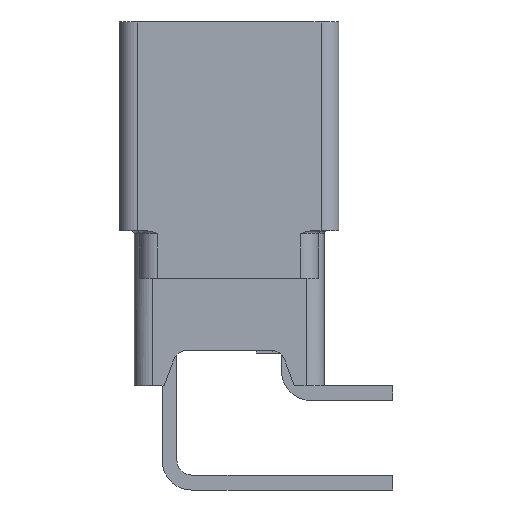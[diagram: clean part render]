
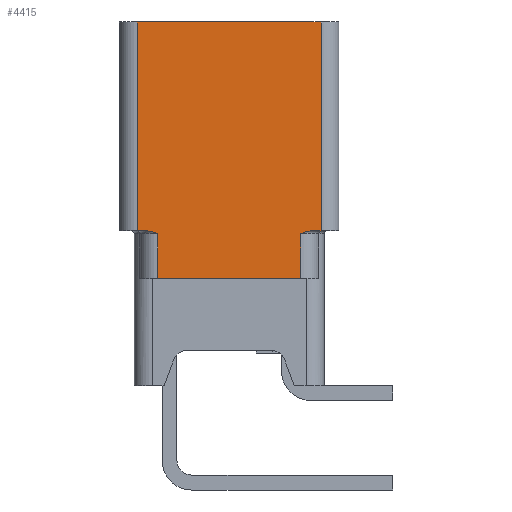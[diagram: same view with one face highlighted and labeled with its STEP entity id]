
A CAD part, left-side view. The second image highlights one B-rep face of the part: STEP entity #4415.
In plain terms, the highlighted planar face has unit normal (-1, 0, 0).
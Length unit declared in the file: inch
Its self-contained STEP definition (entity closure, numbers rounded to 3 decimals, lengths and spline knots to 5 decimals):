
#72=DIRECTION('',(0.,0.,-1.));
#73=VECTOR('',#72,0.075);
#74=CARTESIAN_POINT('',(-0.43,0.12,-0.355));
#75=LINE('',#74,#73);
#76=DIRECTION('',(0.,0.,-1.));
#77=VECTOR('',#76,0.35);
#78=CARTESIAN_POINT('',(-0.43,0.154,0.));
#79=LINE('',#78,#77);
#80=DIRECTION('',(0.,-1.,0.));
#81=VECTOR('',#80,0.308);
#82=CARTESIAN_POINT('',(-0.43,0.154,0.));
#83=LINE('',#82,#81);
#84=DIRECTION('',(0.,0.,1.));
#85=VECTOR('',#84,0.35);
#86=CARTESIAN_POINT('',(-0.43,-0.154,-0.35));
#87=LINE('',#86,#85);
#88=DIRECTION('',(0.,0.,1.));
#89=VECTOR('',#88,0.075);
#90=CARTESIAN_POINT('',(-0.43,-0.12,-0.43));
#91=LINE('',#90,#89);
#92=DIRECTION('',(0.,-1.,0.));
#93=VECTOR('',#92,0.24);
#94=CARTESIAN_POINT('',(-0.43,0.12,-0.43));
#95=LINE('',#94,#93);
#106=CARTESIAN_POINT('',(-0.43,0.13803,-0.35));
#107=CARTESIAN_POINT('',(-0.43,0.13698,
-0.35));
#108=CARTESIAN_POINT('',(-0.43,0.13483,-0.35017));
#109=CARTESIAN_POINT('',(-0.43,0.1314,-0.35088));
#110=CARTESIAN_POINT('',(-0.43,0.12779,-0.35196));
#111=CARTESIAN_POINT('',(-0.43,0.12399,-0.35337));
#112=CARTESIAN_POINT('',(-0.43,0.12136,-0.35445));
#113=CARTESIAN_POINT('',(-0.43,0.12,-0.355));
#147=DIRECTION('',(0.,-1.,0.));
#148=VECTOR('',#147,0.01597);
#149=CARTESIAN_POINT('',(-0.43,0.154,-0.35));
#150=LINE('',#149,#148);
#188=DIRECTION('',(0.,-1.,0.));
#189=VECTOR('',#188,0.01597);
#190=CARTESIAN_POINT('',(-0.43,-0.13803,-0.35));
#191=LINE('',#190,#189);
#332=CARTESIAN_POINT('',(-0.43,-0.12,-0.355));
#333=CARTESIAN_POINT('',(-0.43,-0.12071,-0.35471));
#334=CARTESIAN_POINT('',(-0.43,-0.12213,-0.35413));
#335=CARTESIAN_POINT('',(-0.43,-0.12423,-0.3533));
#336=CARTESIAN_POINT('',(-0.43,-0.12635,-0.3525));
#337=CARTESIAN_POINT('',(-0.43,-0.1285,-0.35176));
#338=CARTESIAN_POINT('',(-0.43,-0.13072,-0.35109));
#339=CARTESIAN_POINT('',(-0.43,-0.13303,-0.35053));
#340=CARTESIAN_POINT('',(-0.43,-0.13545,
-0.35012));
#341=CARTESIAN_POINT('',(-0.43,-0.13716,
-0.35));
#342=CARTESIAN_POINT('',(-0.43,-0.13803,-0.35));
#3795=CARTESIAN_POINT('',(-0.43,0.154,0.));
#3797=VERTEX_POINT('',#3795);
#3798=CARTESIAN_POINT('',(-0.43,0.154,-0.35));
#3799=VERTEX_POINT('',#3798);
#3802=CARTESIAN_POINT('',(-0.43,-0.154,0.));
#3804=VERTEX_POINT('',#3802);
#3808=CARTESIAN_POINT('',(-0.43,-0.154,-0.35));
#3809=VERTEX_POINT('',#3808);
#4320=VERTEX_POINT('',#332);
#4321=VERTEX_POINT('',#342);
#4332=CARTESIAN_POINT('',(-0.43,0.12,-0.43));
#4334=VERTEX_POINT('',#4332);
#4337=CARTESIAN_POINT('',(-0.43,-0.12,-0.43));
#4339=VERTEX_POINT('',#4337);
#4373=CARTESIAN_POINT('',(-0.43,0.12,-0.355));
#4375=VERTEX_POINT('',#4373);
#4377=CARTESIAN_POINT('',(-0.43,0.13803,-0.35));
#4379=VERTEX_POINT('',#4377);
#4388=CARTESIAN_POINT('',(-0.43,0.,0.));
#4389=DIRECTION('',(1.,0.,0.));
#4390=DIRECTION('',(0.,0.,-1.));
#4391=AXIS2_PLACEMENT_3D('',#4388,#4389,#4390);
#4392=PLANE('',#4391);
#4394=ORIENTED_EDGE('',*,*,#4393,.F.);
#4396=ORIENTED_EDGE('',*,*,#4395,.F.);
#4398=ORIENTED_EDGE('',*,*,#4397,.F.);
#4400=ORIENTED_EDGE('',*,*,#4399,.F.);
#4402=ORIENTED_EDGE('',*,*,#4401,.T.);
#4404=ORIENTED_EDGE('',*,*,#4403,.F.);
#4406=ORIENTED_EDGE('',*,*,#4405,.F.);
#4408=ORIENTED_EDGE('',*,*,#4407,.F.);
#4410=ORIENTED_EDGE('',*,*,#4409,.F.);
#4412=ORIENTED_EDGE('',*,*,#4411,.F.);
#4413=EDGE_LOOP('',(#4394,#4396,#4398,#4400,#4402,#4404,#4406,#4408,#4410,
#4412));
#4414=FACE_OUTER_BOUND('',#4413,.F.);
#4415=ADVANCED_FACE('',(#4414),#4392,.F.);
#114=B_SPLINE_CURVE_WITH_KNOTS('',3,(#106,#107,#108,#109,#110,#111,#112,#113),
.UNSPECIFIED.,.F.,.F.,(4,1,1,1,1,4),(0.,0.2,0.4,0.6,0.8,1.),
.UNSPECIFIED.);
#343=B_SPLINE_CURVE_WITH_KNOTS('',3,(#332,#333,#334,#335,#336,#337,#338,#339,
#340,#341,#342),.UNSPECIFIED.,.F.,.F.,(4,1,1,1,1,1,1,1,4),(0.,0.125,0.25,
0.375,0.5,0.625,0.75,0.875,1.),.UNSPECIFIED.);
#4393=EDGE_CURVE('',#4375,#4334,#75,.T.);
#4395=EDGE_CURVE('',#4379,#4375,#114,.T.);
#4397=EDGE_CURVE('',#3799,#4379,#150,.T.);
#4399=EDGE_CURVE('',#3797,#3799,#79,.T.);
#4401=EDGE_CURVE('',#3797,#3804,#83,.T.);
#4403=EDGE_CURVE('',#3809,#3804,#87,.T.);
#4405=EDGE_CURVE('',#4321,#3809,#191,.T.);
#4407=EDGE_CURVE('',#4320,#4321,#343,.T.);
#4409=EDGE_CURVE('',#4339,#4320,#91,.T.);
#4411=EDGE_CURVE('',#4334,#4339,#95,.T.);
